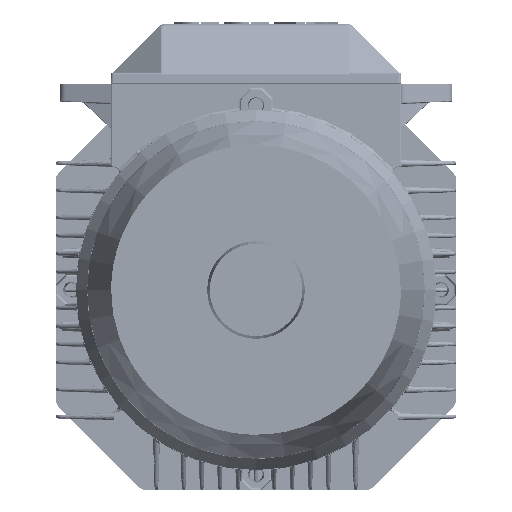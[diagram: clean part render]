
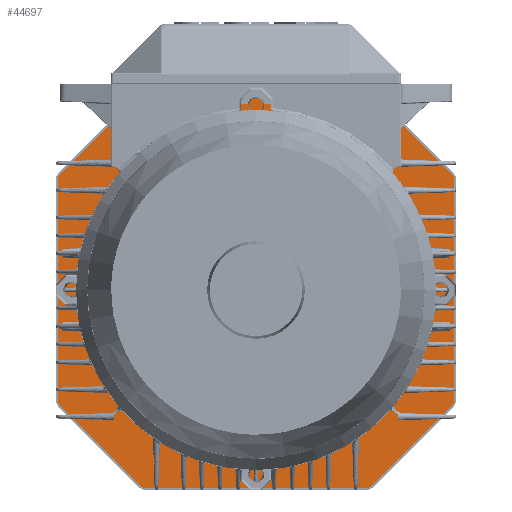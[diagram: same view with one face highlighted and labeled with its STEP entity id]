
A CAD part, left-side view. The second image highlights one B-rep face of the part: STEP entity #44697.
In plain terms, the highlighted planar face has unit normal (1, 0, 0).
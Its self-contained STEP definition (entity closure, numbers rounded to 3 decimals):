
#12033=B_SPLINE_CURVE_WITH_KNOTS('',3,(#205018,#205019,#205020,#205021),
 .UNSPECIFIED.,.F.,.F.,(4,4),(0.,1.),.UNSPECIFIED.);
#12034=B_SPLINE_CURVE_WITH_KNOTS('',3,(#205026,#205027,#205028,#205029),
 .UNSPECIFIED.,.F.,.F.,(4,4),(0.,1.),.UNSPECIFIED.);
#12035=B_SPLINE_CURVE_WITH_KNOTS('',3,(#205033,#205034,#205035,#205036),
 .UNSPECIFIED.,.F.,.F.,(4,4),(0.,1.),.UNSPECIFIED.);
#12036=B_SPLINE_CURVE_WITH_KNOTS('',3,(#205040,#205041,#205042,#205043),
 .UNSPECIFIED.,.F.,.F.,(4,4),(0.,1.),.UNSPECIFIED.);
#12037=B_SPLINE_CURVE_WITH_KNOTS('',3,(#205047,#205048,#205049,#205050),
 .UNSPECIFIED.,.F.,.F.,(4,4),(0.,1.),.UNSPECIFIED.);
#12038=B_SPLINE_CURVE_WITH_KNOTS('',3,(#205054,#205055,#205056,#205057),
 .UNSPECIFIED.,.F.,.F.,(4,4),(0.,1.),.UNSPECIFIED.);
#12039=B_SPLINE_CURVE_WITH_KNOTS('',3,(#205061,#205062,#205063,#205064),
 .UNSPECIFIED.,.F.,.F.,(4,4),(0.,1.),.UNSPECIFIED.);
#12040=B_SPLINE_CURVE_WITH_KNOTS('',3,(#205068,#205069,#205070,#205071),
 .UNSPECIFIED.,.F.,.F.,(4,4),(0.,1.),.UNSPECIFIED.);
#44697=ADVANCED_FACE('',(#48331),#45671,.T.);
#45671=PLANE('',#112040);
#48331=FACE_OUTER_BOUND('',#51566,.T.);
#51566=EDGE_LOOP('',(#65328,#65329,#65330,#65331,#65332,#65333,#65334,#65335,
#65336,#65337,#65338,#65339,#65340,#65341,#65342,#65343));
#65328=ORIENTED_EDGE('',*,*,#95860,.T.);
#65329=ORIENTED_EDGE('',*,*,#95861,.T.);
#65330=ORIENTED_EDGE('',*,*,#95862,.T.);
#65331=ORIENTED_EDGE('',*,*,#95863,.T.);
#65332=ORIENTED_EDGE('',*,*,#95864,.T.);
#65333=ORIENTED_EDGE('',*,*,#95865,.T.);
#65334=ORIENTED_EDGE('',*,*,#95866,.T.);
#65335=ORIENTED_EDGE('',*,*,#95867,.T.);
#65336=ORIENTED_EDGE('',*,*,#95868,.T.);
#65337=ORIENTED_EDGE('',*,*,#95869,.T.);
#65338=ORIENTED_EDGE('',*,*,#95870,.T.);
#65339=ORIENTED_EDGE('',*,*,#95871,.T.);
#65340=ORIENTED_EDGE('',*,*,#95872,.T.);
#65341=ORIENTED_EDGE('',*,*,#95873,.T.);
#65342=ORIENTED_EDGE('',*,*,#95874,.T.);
#65343=ORIENTED_EDGE('',*,*,#95875,.T.);
#80596=VERTEX_POINT('',#205022);
#80597=VERTEX_POINT('',#205023);
#80598=VERTEX_POINT('',#205025);
#80599=VERTEX_POINT('',#205030);
#80600=VERTEX_POINT('',#205032);
#80601=VERTEX_POINT('',#205037);
#80602=VERTEX_POINT('',#205039);
#80603=VERTEX_POINT('',#205044);
#80604=VERTEX_POINT('',#205046);
#80605=VERTEX_POINT('',#205051);
#80606=VERTEX_POINT('',#205053);
#80607=VERTEX_POINT('',#205058);
#80608=VERTEX_POINT('',#205060);
#80609=VERTEX_POINT('',#205065);
#80610=VERTEX_POINT('',#205067);
#80611=VERTEX_POINT('',#205072);
#95860=EDGE_CURVE('',#80596,#80597,#12033,.T.);
#95861=EDGE_CURVE('',#80597,#80598,#102145,.T.);
#95862=EDGE_CURVE('',#80598,#80599,#12034,.T.);
#95863=EDGE_CURVE('',#80599,#80600,#102146,.T.);
#95864=EDGE_CURVE('',#80600,#80601,#12035,.T.);
#95865=EDGE_CURVE('',#80601,#80602,#102147,.T.);
#95866=EDGE_CURVE('',#80602,#80603,#12036,.T.);
#95867=EDGE_CURVE('',#80603,#80604,#102148,.T.);
#95868=EDGE_CURVE('',#80604,#80605,#12037,.T.);
#95869=EDGE_CURVE('',#80605,#80606,#102149,.T.);
#95870=EDGE_CURVE('',#80606,#80607,#12038,.T.);
#95871=EDGE_CURVE('',#80607,#80608,#102150,.T.);
#95872=EDGE_CURVE('',#80608,#80609,#12039,.T.);
#95873=EDGE_CURVE('',#80609,#80610,#102151,.T.);
#95874=EDGE_CURVE('',#80610,#80611,#12040,.T.);
#95875=EDGE_CURVE('',#80611,#80596,#102152,.T.);
#102145=LINE('',#205024,#106731);
#102146=LINE('',#205031,#106732);
#102147=LINE('',#205038,#106733);
#102148=LINE('',#205045,#106734);
#102149=LINE('',#205052,#106735);
#102150=LINE('',#205059,#106736);
#102151=LINE('',#205066,#106737);
#102152=LINE('',#205073,#106738);
#106731=VECTOR('',#126636,1.);
#106732=VECTOR('',#126637,1.);
#106733=VECTOR('',#126638,1.);
#106734=VECTOR('',#126639,1.);
#106735=VECTOR('',#126640,1.);
#106736=VECTOR('',#126641,1.);
#106737=VECTOR('',#126642,1.);
#106738=VECTOR('',#126643,1.);
#112040=AXIS2_PLACEMENT_3D('',#205074,#126644,#126645);
#126636=DIRECTION('',(0.,0.,-1.));
#126637=DIRECTION('',(0.,0.707,-0.707));
#126638=DIRECTION('',(0.,1.,0.));
#126639=DIRECTION('',(0.,0.707,0.707));
#126640=DIRECTION('',(0.,0.,1.));
#126641=DIRECTION('',(0.,-0.707,0.707));
#126642=DIRECTION('',(0.,-1.,0.));
#126643=DIRECTION('',(0.,-0.707,-0.707));
#126644=DIRECTION('',(1.,0.,0.));
#126645=DIRECTION('',(0.,0.,-1.));
#205018=CARTESIAN_POINT('',(176.,-108.328,63.757));
#205019=CARTESIAN_POINT('',(176.,-109.112,62.971));
#205020=CARTESIAN_POINT('',(176.,-109.498,62.04));
#205021=CARTESIAN_POINT('',(176.,-109.5,60.929));
#205022=CARTESIAN_POINT('',(176.,-108.328,63.757));
#205023=CARTESIAN_POINT('',(176.,-109.5,60.929));
#205024=CARTESIAN_POINT('',(176.,-109.5,-109.5));
#205025=CARTESIAN_POINT('',(176.,-109.5,-60.929));
#205026=CARTESIAN_POINT('',(176.,-109.5,-60.929));
#205027=CARTESIAN_POINT('',(176.,-109.499,-62.039));
#205028=CARTESIAN_POINT('',(176.,-109.113,-62.971));
#205029=CARTESIAN_POINT('',(176.,-108.328,-63.757));
#205030=CARTESIAN_POINT('',(176.,-108.328,-63.757));
#205031=CARTESIAN_POINT('',(176.,-108.328,-63.757));
#205032=CARTESIAN_POINT('',(176.,-63.757,-108.328));
#205033=CARTESIAN_POINT('',(176.,-63.757,-108.328));
#205034=CARTESIAN_POINT('',(176.,-62.971,-109.112));
#205035=CARTESIAN_POINT('',(176.,-62.04,-109.498));
#205036=CARTESIAN_POINT('',(176.,-60.929,-109.5));
#205037=CARTESIAN_POINT('',(176.,-60.929,-109.5));
#205038=CARTESIAN_POINT('',(176.,109.5,-109.5));
#205039=CARTESIAN_POINT('',(176.,60.929,-109.5));
#205040=CARTESIAN_POINT('',(176.,60.929,-109.5));
#205041=CARTESIAN_POINT('',(176.,62.039,-109.499));
#205042=CARTESIAN_POINT('',(176.,62.971,-109.113));
#205043=CARTESIAN_POINT('',(176.,63.757,-108.328));
#205044=CARTESIAN_POINT('',(176.,63.757,-108.328));
#205045=CARTESIAN_POINT('',(176.,63.757,-108.328));
#205046=CARTESIAN_POINT('',(176.,108.328,-63.757));
#205047=CARTESIAN_POINT('',(176.,108.328,-63.757));
#205048=CARTESIAN_POINT('',(176.,109.112,-62.971));
#205049=CARTESIAN_POINT('',(176.,109.498,-62.04));
#205050=CARTESIAN_POINT('',(176.,109.5,-60.929));
#205051=CARTESIAN_POINT('',(176.,109.5,-60.929));
#205052=CARTESIAN_POINT('',(176.,109.5,-109.5));
#205053=CARTESIAN_POINT('',(176.,109.5,60.929));
#205054=CARTESIAN_POINT('',(176.,109.5,60.929));
#205055=CARTESIAN_POINT('',(176.,109.498,62.039));
#205056=CARTESIAN_POINT('',(176.,109.113,62.97));
#205057=CARTESIAN_POINT('',(176.,108.328,63.757));
#205058=CARTESIAN_POINT('',(176.,108.328,63.757));
#205059=CARTESIAN_POINT('',(176.,108.328,63.757));
#205060=CARTESIAN_POINT('',(176.,63.757,108.328));
#205061=CARTESIAN_POINT('',(176.,63.757,108.328));
#205062=CARTESIAN_POINT('',(176.,62.971,109.112));
#205063=CARTESIAN_POINT('',(176.,62.04,109.498));
#205064=CARTESIAN_POINT('',(176.,60.929,109.5));
#205065=CARTESIAN_POINT('',(176.,60.929,109.5));
#205066=CARTESIAN_POINT('',(176.,109.5,109.5));
#205067=CARTESIAN_POINT('',(176.,-60.929,109.5));
#205068=CARTESIAN_POINT('',(176.,-60.929,109.5));
#205069=CARTESIAN_POINT('',(176.,-62.039,109.498));
#205070=CARTESIAN_POINT('',(176.,-62.97,109.113));
#205071=CARTESIAN_POINT('',(176.,-63.757,108.328));
#205072=CARTESIAN_POINT('',(176.,-63.757,108.328));
#205073=CARTESIAN_POINT('',(176.,-63.757,108.328));
#205074=CARTESIAN_POINT('',(176.,109.5,-109.5));
